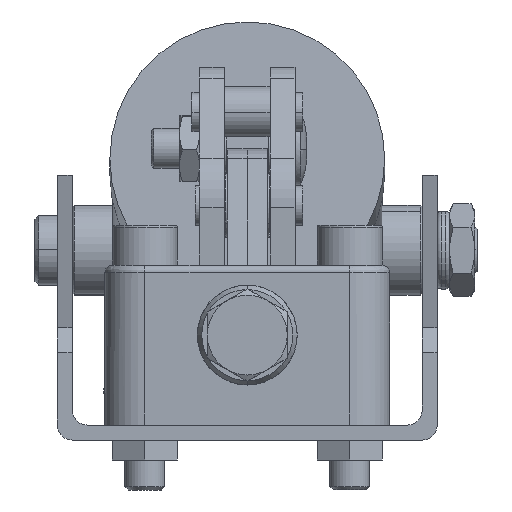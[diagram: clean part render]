
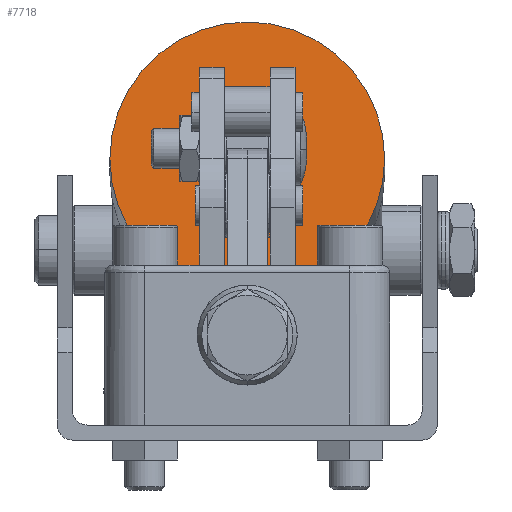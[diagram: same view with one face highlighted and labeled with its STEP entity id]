
A CAD part, left-side view. The second image highlights one B-rep face of the part: STEP entity #7718.
In plain terms, the highlighted face is planar.
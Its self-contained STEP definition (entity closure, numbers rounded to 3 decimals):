
#445 = DIRECTION ( 'NONE',  ( 0., 0., -1. ) ) ;
#1414 = CARTESIAN_POINT ( 'NONE',  ( 318.16, 149.177, -27.5 ) ) ;
#2211 = CARTESIAN_POINT ( 'NONE',  ( 318.16, 149.177, -9. ) ) ;
#3043 = PLANE ( 'NONE',  #5607 ) ;
#3448 = VERTEX_POINT ( 'NONE', #19761 ) ;
#3925 = EDGE_CURVE ( 'NONE', #4345, #8909, #16447, .T. ) ;
#4200 = VERTEX_POINT ( 'NONE', #1414 ) ;
#4345 = VERTEX_POINT ( 'NONE', #9050 ) ;
#4591 = DIRECTION ( 'NONE',  ( 1., 0., 0. ) ) ;
#4650 = CIRCLE ( 'NONE', #11461, 9. ) ;
#4795 = EDGE_CURVE ( 'NONE', #8909, #4345, #4650, .T. ) ;
#4830 = EDGE_LOOP ( 'NONE', ( #16323, #5526 ) ) ;
#5450 = CARTESIAN_POINT ( 'NONE',  ( 318.16, 149.177, 0. ) ) ;
#5523 = DIRECTION ( 'NONE',  ( 1., 0., 0. ) ) ;
#5526 = ORIENTED_EDGE ( 'NONE', *, *, #17944, .F. ) ;
#5607 = AXIS2_PLACEMENT_3D ( 'NONE', #6356, #11422, #6289 ) ;
#6171 = ORIENTED_EDGE ( 'NONE', *, *, #4795, .T. ) ;
#6289 = DIRECTION ( 'NONE',  ( 0., 0., 1. ) ) ;
#6316 = DIRECTION ( 'NONE',  ( 0., 0., -1. ) ) ;
#6356 = CARTESIAN_POINT ( 'NONE',  ( 318.16, 162.927, 0. ) ) ;
#7718 = ADVANCED_FACE ( 'NONE', ( #17397, #18702 ), #3043, .T. ) ;
#7956 = CARTESIAN_POINT ( 'NONE',  ( 318.16, 149.177, 0. ) ) ;
#7969 = AXIS2_PLACEMENT_3D ( 'NONE', #14976, #15564, #17308 ) ;
#8909 = VERTEX_POINT ( 'NONE', #2211 ) ;
#8986 = DIRECTION ( 'NONE',  ( 1., 0., 0. ) ) ;
#9050 = CARTESIAN_POINT ( 'NONE',  ( 318.16, 149.177, 9. ) ) ;
#9948 = ORIENTED_EDGE ( 'NONE', *, *, #3925, .T. ) ;
#9982 = AXIS2_PLACEMENT_3D ( 'NONE', #12384, #8986, #445 ) ;
#11422 = DIRECTION ( 'NONE',  ( -1., 0., 0. ) ) ;
#11461 = AXIS2_PLACEMENT_3D ( 'NONE', #5450, #5523, #20912 ) ;
#11990 = AXIS2_PLACEMENT_3D ( 'NONE', #7956, #4591, #6316 ) ;
#12384 = CARTESIAN_POINT ( 'NONE',  ( 318.16, 149.177, 0. ) ) ;
#14976 = CARTESIAN_POINT ( 'NONE',  ( 318.16, 149.177, 0. ) ) ;
#15564 = DIRECTION ( 'NONE',  ( 1., 0., 0. ) ) ;
#16323 = ORIENTED_EDGE ( 'NONE', *, *, #17159, .F. ) ;
#16447 = CIRCLE ( 'NONE', #9982, 9. ) ;
#17159 = EDGE_CURVE ( 'NONE', #4200, #3448, #22179, .T. ) ;
#17160 = EDGE_LOOP ( 'NONE', ( #6171, #9948 ) ) ;
#17308 = DIRECTION ( 'NONE',  ( 0., 0., -1. ) ) ;
#17397 = FACE_OUTER_BOUND ( 'NONE', #4830, .T. ) ;
#17944 = EDGE_CURVE ( 'NONE', #3448, #4200, #19220, .T. ) ;
#18702 = FACE_BOUND ( 'NONE', #17160, .T. ) ;
#19220 = CIRCLE ( 'NONE', #11990, 27.5 ) ;
#19761 = CARTESIAN_POINT ( 'NONE',  ( 318.16, 149.177, 27.5 ) ) ;
#20912 = DIRECTION ( 'NONE',  ( 0., 0., -1. ) ) ;
#22179 = CIRCLE ( 'NONE', #7969, 27.5 ) ;
